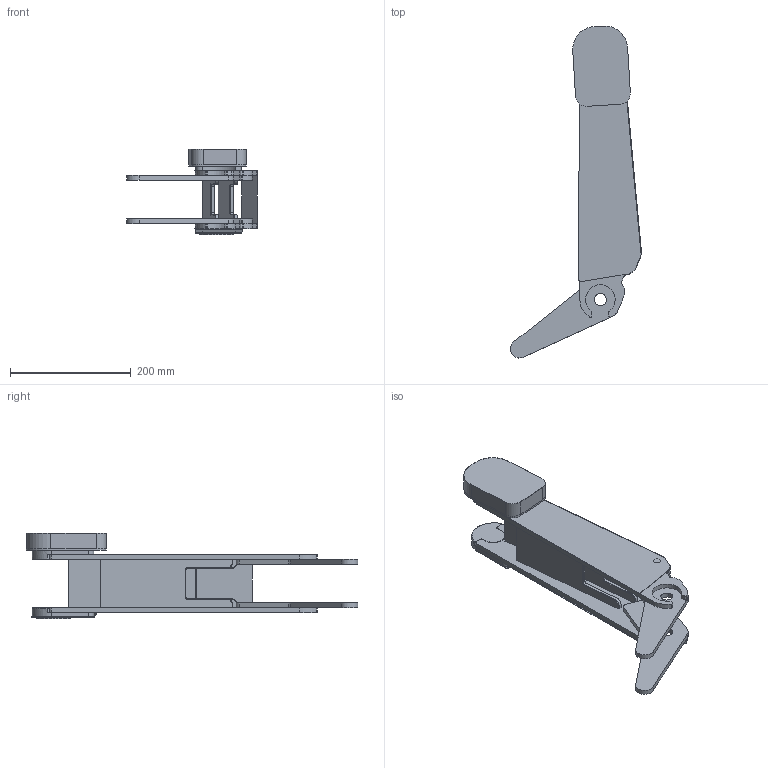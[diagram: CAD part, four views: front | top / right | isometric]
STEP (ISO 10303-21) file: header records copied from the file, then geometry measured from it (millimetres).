
FILE_DESCRIPTION (( 'STEP AP214' ), '1' );
FILE_NAME ('3.STEP', '2022-11-12T16:14:42', ( '' ), ( '' ), 'SwSTEP 2.0', 'SolidWorks 2021', '' );
FILE_SCHEMA (( 'AUTOMOTIVE_DESIGN' ));
Length unit declared in the file: millimetre
Products named in the file (1): 3
Bounding box: 216.93 x 549.6 x 142.4 mm (x, y, z)
Surface area: 528416 mm2 (no closed solid volume)
Topology: 0 solids, 13 shells, 285 faces, 847 edges, 563 vertices
Faces by surface type: cylinder 132, plane 130, cone 19, bspline 4
Entity records: 11473 total; most frequent: CARTESIAN_POINT 2808, DIRECTION 1702, ORIENTED_EDGE 1510, EDGE_CURVE 847, AXIS2_PLACEMENT_3D 589, VERTEX_POINT 563, LINE 524, VECTOR 524
